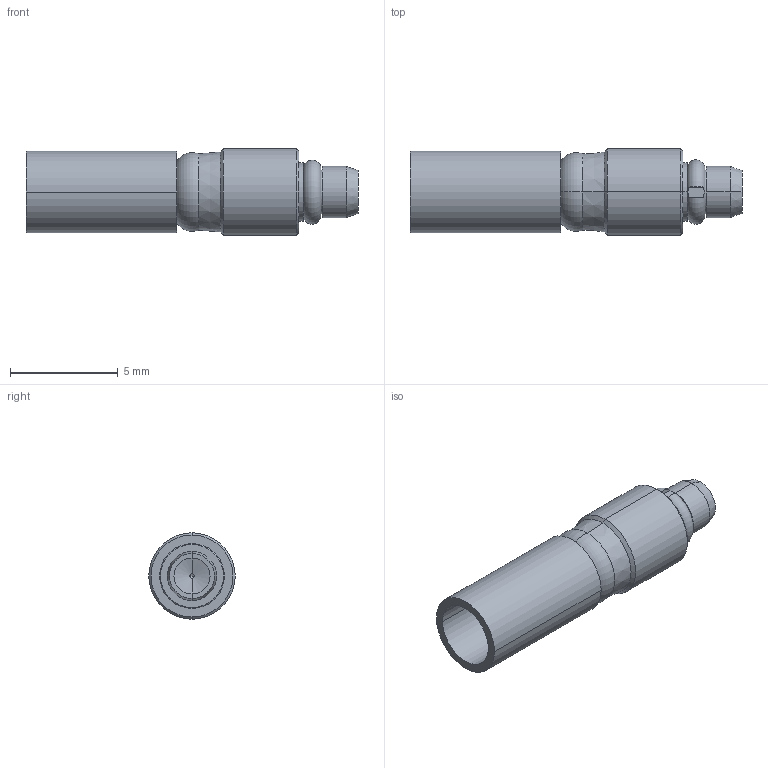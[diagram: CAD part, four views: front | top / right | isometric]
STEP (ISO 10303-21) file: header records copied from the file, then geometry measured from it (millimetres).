
FILE_DESCRIPTION (( 'STEP AP214' ), '1' );
FILE_NAME ('AMMM-1106.STEP', '2019-07-09T14:25:52', ( '' ), ( '' ), 'SwSTEP 2.0', 'SolidWorks 2018', '' );
FILE_SCHEMA (( 'AUTOMOTIVE_DESIGN' ));
Length unit declared in the file: inch
Products named in the file (4): AMMM-1106-MA2; AMMM-1106-MA1; AMMM-1106-MA3; AMMM-1106
Assembly tree (3 placements, depth 2):
  AMMM-1106
    AMMM-1106-MA1
    AMMM-1106-MA3
    AMMM-1106-MA2
Bounding box: 15.4 x 4.01 x 4.01 mm (x, y, z)
Volume: 103 mm3; surface area: 386.3 mm2
Topology: 3 solids, 3 shells, 86 faces, 179 edges, 106 vertices
Faces by surface type: cylinder 38, cone 26, plane 18, torus 4
Entity records: 2563 total; most frequent: DIRECTION 448, CARTESIAN_POINT 443, ORIENTED_EDGE 350, AXIS2_PLACEMENT_3D 191, EDGE_CURVE 175, VERTEX_POINT 106, EDGE_LOOP 103, CIRCLE 99
